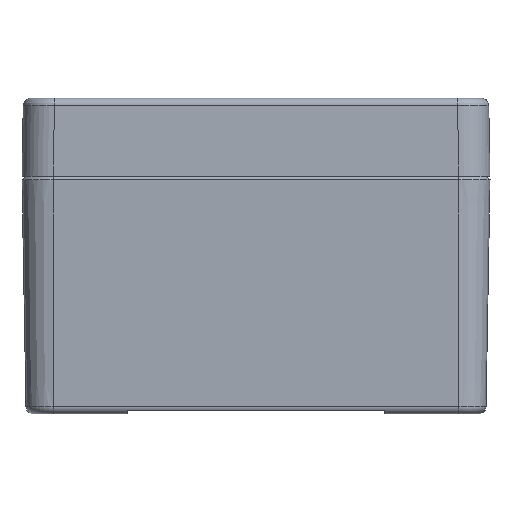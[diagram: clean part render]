
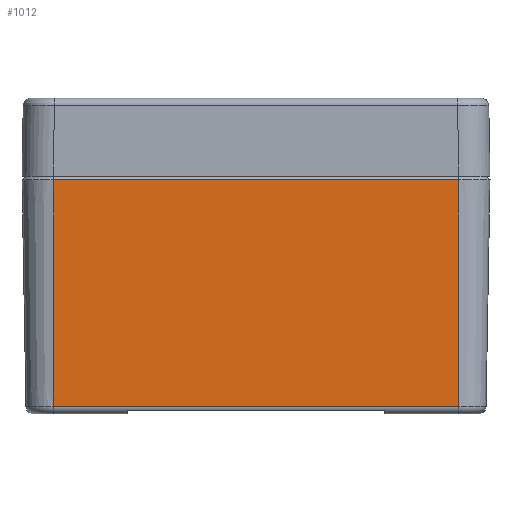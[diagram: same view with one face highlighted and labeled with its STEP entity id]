
A CAD part, left-side view. The second image highlights one B-rep face of the part: STEP entity #1012.
In plain terms, the highlighted planar face has unit normal (-1, 0, -0.018).
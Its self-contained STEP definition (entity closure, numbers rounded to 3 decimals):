
#999=AXIS2_PLACEMENT_3D('Plane Axis2P3D',#996,#997,#998) ;
#598=CARTESIAN_POINT('Vertex',(0.,8.,60.)) ;
#601=CARTESIAN_POINT('Line Origine',(0.524,8.,30.)) ;
#605=CARTESIAN_POINT('Vertex',(1.013,8.,1.965)) ;
#672=CARTESIAN_POINT('Line Origine',(0.524,112.,30.)) ;
#676=CARTESIAN_POINT('Vertex',(0.,112.,60.)) ;
#678=CARTESIAN_POINT('Vertex',(1.013,112.,1.965)) ;
#906=CARTESIAN_POINT('Line Origine',(1.013,60.,1.965)) ;
#996=CARTESIAN_POINT('Axis2P3D Location',(0.,60.,60.)) ;
#1001=CARTESIAN_POINT('Line Origine',(0.,60.,60.)) ;
#602=DIRECTION('Vector Direction',(-0.017,0.,1.)) ;
#673=DIRECTION('Vector Direction',(-0.017,0.,1.)) ;
#907=DIRECTION('Vector Direction',(0.,-1.,0.)) ;
#997=DIRECTION('Axis2P3D Direction',(1.,0.,0.017)) ;
#998=DIRECTION('Axis2P3D XDirection',(0.,1.,0.)) ;
#1002=DIRECTION('Vector Direction',(0.,1.,0.)) ;
#603=VECTOR('Line Direction',#602,1.) ;
#674=VECTOR('Line Direction',#673,1.) ;
#908=VECTOR('Line Direction',#907,1.) ;
#1003=VECTOR('Line Direction',#1002,1.) ;
#1007=ORIENTED_EDGE('',*,*,#910,.F.) ;
#1008=ORIENTED_EDGE('',*,*,#607,.F.) ;
#1009=ORIENTED_EDGE('',*,*,#1005,.F.) ;
#1010=ORIENTED_EDGE('',*,*,#680,.T.) ;
#1012=ADVANCED_FACE('Body',(#1011),#1000,.F.) ;
#607=EDGE_CURVE('',#599,#606,#604,.F.) ;
#680=EDGE_CURVE('',#677,#679,#675,.F.) ;
#910=EDGE_CURVE('',#606,#679,#909,.F.) ;
#1005=EDGE_CURVE('',#677,#599,#1004,.F.) ;
#1006=EDGE_LOOP('',(#1007,#1008,#1009,#1010)) ;
#1011=FACE_OUTER_BOUND('',#1006,.T.) ;
#604=LINE('Line',#601,#603) ;
#675=LINE('Line',#672,#674) ;
#909=LINE('Line',#906,#908) ;
#1004=LINE('Line',#1001,#1003) ;
#1000=PLANE('',#999) ;
#599=VERTEX_POINT('',#598) ;
#606=VERTEX_POINT('',#605) ;
#677=VERTEX_POINT('',#676) ;
#679=VERTEX_POINT('',#678) ;
